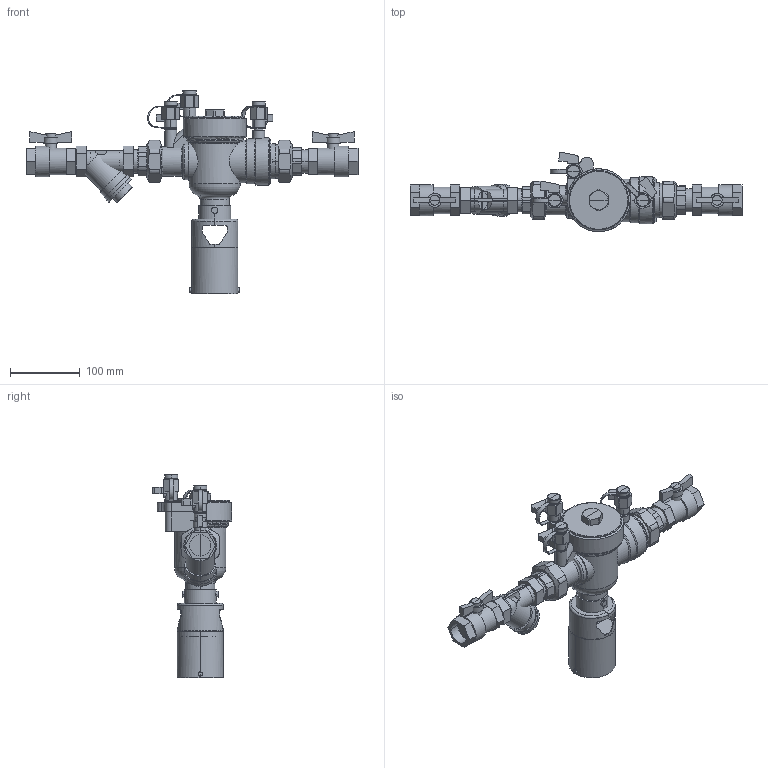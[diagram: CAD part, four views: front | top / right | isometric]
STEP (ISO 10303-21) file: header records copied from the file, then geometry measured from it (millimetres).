
FILE_DESCRIPTION(('CATIA V5 STEP Exchange','CAx-IF Rec.Pracs.--- Model Styling and Organization---1.5--- 2016-08-15','CAx-IF Rec.Pracs.---Supplemental Geometry---1.0---2011-11-01','CAx-IF Rec.Pracs.--- Composite Materials ---3.4---2017-06-13','CAx-IF Rec.Pracs.---Tessellated 3D Geometry---1.0---2015-12-17'),'2;1');
FILE_NAME('STEP_570006_-_TST.stp','2023-03-29T15:10:54+00:00',('none'),('none'),'CATIA Version 5-6 Release 2020 SP5','CATIA V5 STEP AP242 v2','none');
FILE_SCHEMA(('AP242_MANAGED_MODEL_BASED_3D_ENGINEERING_MIM_LF {1 0 10303 442 1 1 4}'));
Length unit declared in the file: millimetre
Products named in the file (1): 570006 - TST
Bounding box: 475 x 113.49 x 291.5 mm (x, y, z)
Volume: 1738863.8 mm3; surface area: 287405.3 mm2
Topology: 43 solids, 43 shells, 711 faces, 1611 edges, 983 vertices
Faces by surface type: plane 391, cylinder 230, cone 62, torus 22, bspline 6
Entity records: 22910 total; most frequent: CARTESIAN_POINT 10482, ORIENTED_EDGE 3222, EDGE_CURVE 1611, B_SPLINE_CURVE_WITH_KNOTS 1473, DIRECTION 1410, VERTEX_POINT 983, EDGE_LOOP 724, ADVANCED_FACE 711
